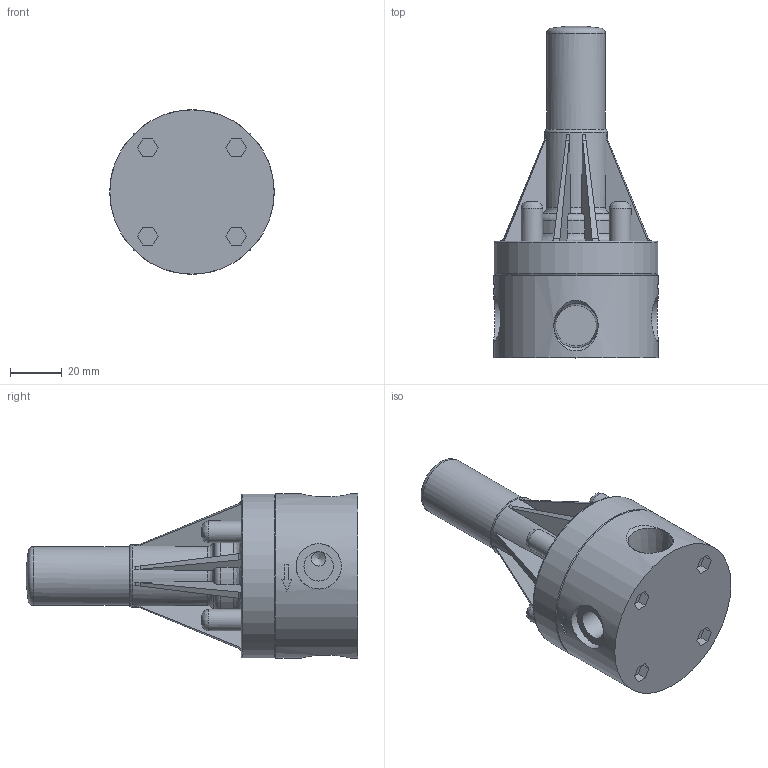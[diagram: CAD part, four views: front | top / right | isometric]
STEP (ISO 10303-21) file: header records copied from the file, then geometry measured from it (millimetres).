
FILE_DESCRIPTION((''),'2;1');
FILE_NAME('ECO-38A-SS_R0.ipt.stp','2017-02-28T11:24:16',(''),(''),'Autodesk Inventor 2009','Autodesk Inventor 2009','');
FILE_SCHEMA(('AUTOMOTIVE_DESIGN { 1 0 10303 214 1 1 1 1 }'));
Length unit declared in the file: inch
Products named in the file (1): ECO-38A-SS_R0
Bounding box: 63.5 x 128.3 x 63.5 mm (x, y, z)
Volume: 181183.3 mm3; surface area: 36259.7 mm2
Topology: 1 solids, 9 shells, 208 faces, 518 edges, 344 vertices
Faces by surface type: plane 97, cylinder 50, bspline 38, torus 17, cone 6
Full cylindrical faces by diameter (mm): 5.545 x1, 5.842 x4, 6.502 x4, 6.528 x4, 8.382 x4, 10.16 x4, 11.379 x2, 17.551 x2, 22.733 x1, 24.384 x1, 63.5 x2
Entity records: 6951 total; most frequent: CARTESIAN_POINT 2255, DIRECTION 916, ORIENTED_EDGE 880, EDGE_CURVE 440, AXIS2_PLACEMENT_3D 381, VERTEX_POINT 318, EDGE_LOOP 284, FACE_OUTER_BOUND 208
